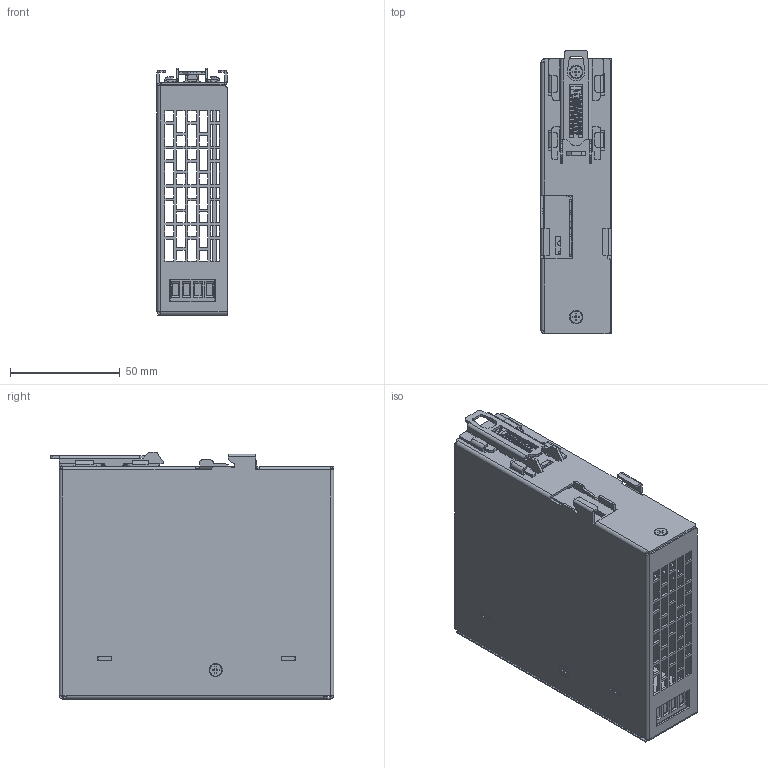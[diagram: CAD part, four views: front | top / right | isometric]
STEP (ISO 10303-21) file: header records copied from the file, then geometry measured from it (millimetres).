
FILE_DESCRIPTION((''),'2;1');
FILE_NAME('IPD2475-NLD2-ZB_ASM','2024-10-11T14:06:50',('M00031771'),(''),'CREO PARAMETRIC BY PTC INC, 2017110','CREO PARAMETRIC BY PTC INC, 2017110','');
FILE_SCHEMA(('CONFIG_CONTROL_DESIGN','GEOMETRIC_VALIDATION_PROPERTIES_MIM'));
Products named in the file (31): R29242392-LJZ; BSO-3_5M3-5-ZC; S-M3-ZC; R29242392-LJ_A02_ASM; R29242393-LJZ; R29242393-LJ_A03_ASM; R29242933-LJZ; R29242933-LJ_A01_ASM; M29100270-LJ; R29120350; GB819_1-M3X6; GB819-85_M3X6; M11010252-ZP_ASM; OPEN_CPCB-M1-0311; PCB-M1-0311_ASM; OPEN_CASCAPCB-M2-0311; OPEN_CASCAPCB-M2-0311_ASM; BPCB-M2-0311_ASM; R30042641; CN2_ASM; R30042638-DG130-5_08-04P-14-23A; CN5_ASM; THT-2-9-10X6X9; CN6_ASM; PPCB-M2-0311_ASM; PCB-M2-0311_ASM; PCB-0311_ASM; LED; R30030018; PCB_ASM; IPD2475-NLD2-ZB_ASM
Assembly tree (32 placements, depth 8):
  IPD2475-NLD2-ZB_ASM
    M11010252-ZP_ASM
      R29242392-LJ_A02_ASM
        R29242392-LJZ
        BSO-3_5M3-5-ZC
        S-M3-ZC  x2
      R29242393-LJ_A03_ASM
        R29242393-LJZ
      R29242933-LJ_A01_ASM
        R29242933-LJZ
      M29100270-LJ
      R29120350
      GB819_1-M3X6  x2
      GB819-85_M3X6
    PCB_ASM
      PCB-0311_ASM
        PCB-M1-0311_ASM
          OPEN_CPCB-M1-0311
        PCB-M2-0311_ASM
          PPCB-M2-0311_ASM
            BPCB-M2-0311_ASM
              OPEN_CASCAPCB-M2-0311_ASM
                OPEN_CASCAPCB-M2-0311
            CN2_ASM
              R30042641
            CN5_ASM
              R30042638-DG130-5_08-04P-14-23A
            CN6_ASM
              THT-2-9-10X6X9
      LED
      R30030018
Bounding box: 32.15 x 129 x 112.76 mm (x, y, z)
Volume: 78483.1 mm3; surface area: 131189.3 mm2
Topology: 18 solids, 18 shells, 2807 faces, 7725 edges, 4992 vertices
Faces by surface type: plane 1601, cylinder 1026, cone 64, bspline 57, torus 42, sphere 17
Entity records: 132515 total; most frequent: CARTESIAN_POINT 39596, ORIENTED_EDGE 14820, DIRECTION 14372, EDGE_CURVE 7410, PRESENTATION_STYLE_ASSIGNMENT 5756, STYLED_ITEM 5753, VECTOR 4976, LINE 4976
